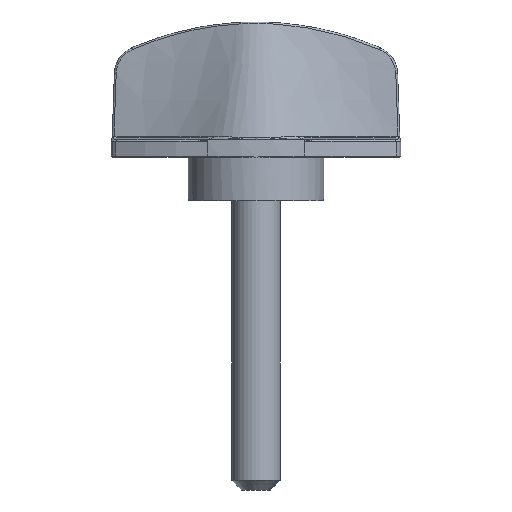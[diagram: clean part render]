
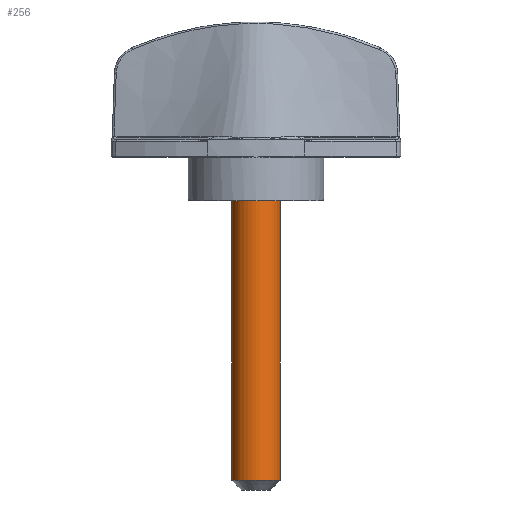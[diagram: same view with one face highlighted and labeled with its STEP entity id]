
A CAD part, front view. The second image highlights one B-rep face of the part: STEP entity #256.
In plain terms, the highlighted cylindrical face has radius 2.5 mm (diameter 5 mm), a full revolution.
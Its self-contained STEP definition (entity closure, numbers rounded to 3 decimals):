
#256 = ADVANCED_FACE( '', ( #549, #550 ), #551, .T. );
#549 = FACE_OUTER_BOUND( '', #3742, .T. );
#550 = FACE_OUTER_BOUND( '', #3743, .T. );
#551 = CYLINDRICAL_SURFACE( '', #3744, 2.5 );
#3742 = EDGE_LOOP( '', ( #6976 ) );
#3743 = EDGE_LOOP( '', ( #6977 ) );
#3744 = AXIS2_PLACEMENT_3D( '', #6978, #6979, #6980 );
#6976 = ORIENTED_EDGE( '', *, *, #7530, .T. );
#6977 = ORIENTED_EDGE( '', *, *, #7489, .T. );
#6978 = CARTESIAN_POINT( '', ( 0., 0., -34.5 ) );
#6979 = DIRECTION( '', ( 0., 0., -1. ) );
#6980 = DIRECTION( '', ( 1., 0., 0. ) );
#7489 = EDGE_CURVE( '', #7986, #7986, #7987, .F. );
#7530 = EDGE_CURVE( '', #8037, #8037, #8038, .F. );
#7986 = VERTEX_POINT( '', #11073 );
#7987 = CIRCLE( '', #11074, 2.5 );
#8037 = VERTEX_POINT( '', #11340 );
#8038 = CIRCLE( '', #11341, 2.5 );
#11073 = CARTESIAN_POINT( '', ( 2.5, 0., -4.5 ) );
#11074 = AXIS2_PLACEMENT_3D( '', #11955, #11956, #11957 );
#11340 = CARTESIAN_POINT( '', ( -2.5, 0., -33.5 ) );
#11341 = AXIS2_PLACEMENT_3D( '', #11989, #11990, #11991 );
#11955 = CARTESIAN_POINT( '', ( 0., 0., -4.5 ) );
#11956 = DIRECTION( '', ( 0., 0., 1. ) );
#11957 = DIRECTION( '', ( 1., 0., 0. ) );
#11989 = CARTESIAN_POINT( '', ( 0., 0., -33.5 ) );
#11990 = DIRECTION( '', ( 0., 0., -1. ) );
#11991 = DIRECTION( '', ( -1., 0., 0. ) );
